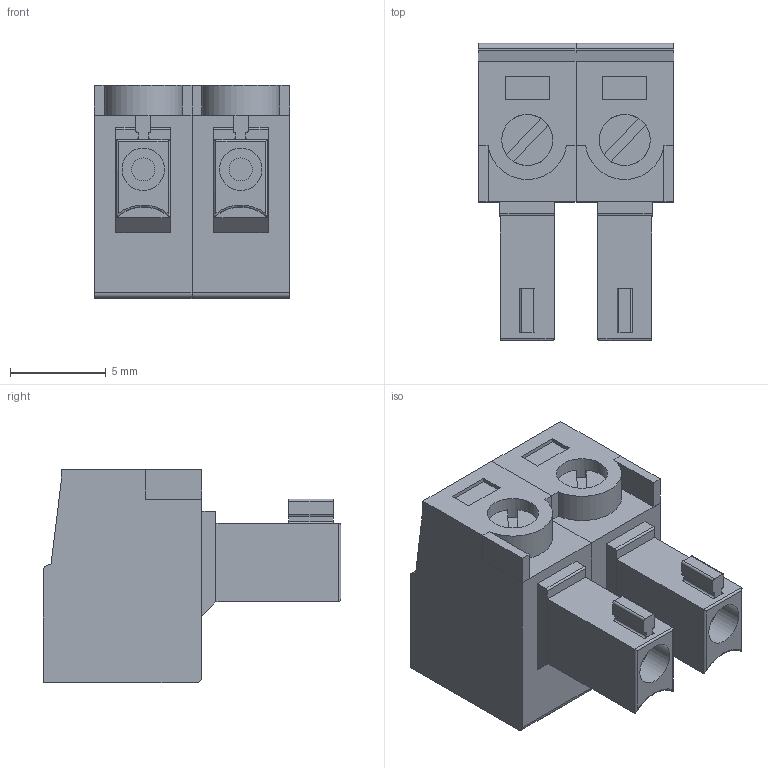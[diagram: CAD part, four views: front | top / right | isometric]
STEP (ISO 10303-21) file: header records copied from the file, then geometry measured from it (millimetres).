
FILE_DESCRIPTION(/* description */ (''),/* implementation_level */ '2;1');
FILE_NAME(/* name */ '15EDGK-5.08-02P-14-00A(H).stp',/* time_stamp */ '2019-05-19T23:41:24+03:00',/* author */ ('Boris'),/* organization */ (''),/* preprocessor_version */ 'ST-DEVELOPER v17.2',/* originating_system */ 'Autodesk Inventor 2019',/* authorisation */ '');
FILE_SCHEMA (('AUTOMOTIVE_DESIGN { 1 0 10303 214 3 1 1 }'));
Length unit declared in the file: millimetre
Products named in the file (4): 15EDGK-5.08-02P-14-00A(H); body_1pc EC350V; body_screw EC350V; body_15edgk_top
Assembly tree (6 placements, depth 2):
  15EDGK-5.08-02P-14-00A(H)
    body_1pc EC350V  x2
    body_screw EC350V  x2
    body_15edgk_top  x2
Bounding box: 10.16 x 15.5 x 11.1 mm (x, y, z)
Volume: 910.2 mm3; surface area: 1263.2 mm2
Topology: 6 solids, 6 shells, 160 faces, 380 edges, 248 vertices
Faces by surface type: plane 122, cylinder 36, torus 2
Full cylindrical faces by diameter (mm): 1.2 x2, 2.21 x2, 2.66 x4
Entity records: 2485 total; most frequent: CARTESIAN_POINT 430, DIRECTION 405, ORIENTED_EDGE 380, EDGE_CURVE 190, LINE 151, VECTOR 151, AXIS2_PLACEMENT_3D 127, VERTEX_POINT 124
